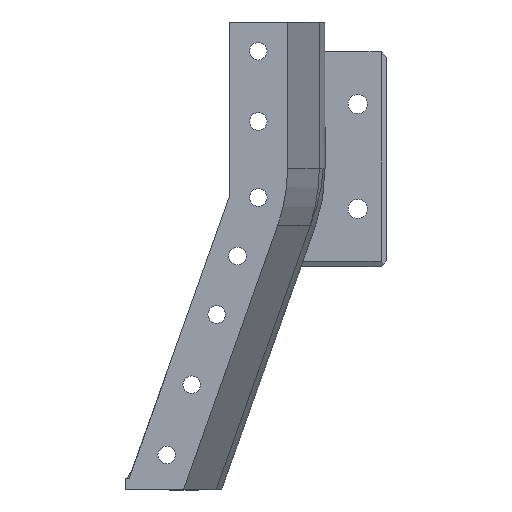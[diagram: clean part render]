
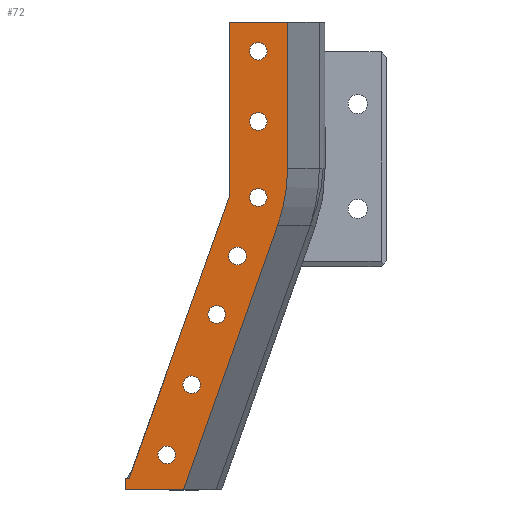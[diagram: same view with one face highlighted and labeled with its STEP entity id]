
A CAD part, left-side view. The second image highlights one B-rep face of the part: STEP entity #72.
In plain terms, the highlighted planar face has unit normal (-1, 0, 0).
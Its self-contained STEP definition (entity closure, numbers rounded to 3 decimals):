
#72=ADVANCED_FACE('',(#402,#404,#406,#408,#410,#412,#414,#416),#418,.T.);
#402=FACE_BOUND('',#403,.T.);
#403=EDGE_LOOP('',(#1644,#1645,#1646,#1647,#1648,#1649,#1650,#1651,#1652));
#404=FACE_BOUND('',#405,.T.);
#405=EDGE_LOOP('',(#1653));
#406=FACE_BOUND('',#407,.T.);
#407=EDGE_LOOP('',(#1654));
#408=FACE_BOUND('',#409,.T.);
#409=EDGE_LOOP('',(#1655));
#410=FACE_BOUND('',#411,.T.);
#411=EDGE_LOOP('',(#1656));
#412=FACE_BOUND('',#413,.T.);
#413=EDGE_LOOP('',(#1657));
#414=FACE_BOUND('',#415,.T.);
#415=EDGE_LOOP('',(#1658));
#416=FACE_BOUND('',#417,.T.);
#417=EDGE_LOOP('',(#1659));
#418=PLANE('',#419);
#419=AXIS2_PLACEMENT_3D('',#420,#421,#422);
#420=CARTESIAN_POINT('',(-100.,-37.779,50.));
#421=DIRECTION('',(-1.,0.,0.));
#422=DIRECTION('',(0.,1.,0.));
#1644=ORIENTED_EDGE('',*,*,#2265,.F.);
#1645=ORIENTED_EDGE('',*,*,#2266,.F.);
#1646=ORIENTED_EDGE('',*,*,#2202,.T.);
#1647=ORIENTED_EDGE('',*,*,#2264,.T.);
#1648=ORIENTED_EDGE('',*,*,#2267,.T.);
#1649=ORIENTED_EDGE('',*,*,#2268,.T.);
#1650=ORIENTED_EDGE('',*,*,#2269,.T.);
#1651=ORIENTED_EDGE('',*,*,#2270,.T.);
#1652=ORIENTED_EDGE('',*,*,#2271,.F.);
#1653=ORIENTED_EDGE('',*,*,#2272,.T.);
#1654=ORIENTED_EDGE('',*,*,#2273,.T.);
#1655=ORIENTED_EDGE('',*,*,#2274,.T.);
#1656=ORIENTED_EDGE('',*,*,#2275,.T.);
#1657=ORIENTED_EDGE('',*,*,#2276,.T.);
#1658=ORIENTED_EDGE('',*,*,#2277,.T.);
#1659=ORIENTED_EDGE('',*,*,#2278,.T.);
#2202=EDGE_CURVE('',#2549,#2547,#2550,.T.);
#2264=EDGE_CURVE('',#2547,#2662,#2664,.T.);
#2265=EDGE_CURVE('',#2665,#2666,#2667,.F.);
#2266=EDGE_CURVE('',#2549,#2665,#2668,.T.);
#2267=EDGE_CURVE('',#2662,#2669,#2670,.T.);
#2268=EDGE_CURVE('',#2669,#2671,#2672,.T.);
#2269=EDGE_CURVE('',#2671,#2673,#2674,.T.);
#2270=EDGE_CURVE('',#2673,#2675,#2676,.T.);
#2271=EDGE_CURVE('',#2666,#2675,#2677,.T.);
#2272=EDGE_CURVE('',#2678,#2678,#2679,.F.);
#2273=EDGE_CURVE('',#2680,#2680,#2681,.F.);
#2274=EDGE_CURVE('',#2682,#2682,#2683,.F.);
#2275=EDGE_CURVE('',#2684,#2684,#2685,.F.);
#2276=EDGE_CURVE('',#2686,#2686,#2687,.F.);
#2277=EDGE_CURVE('',#2688,#2688,#2689,.F.);
#2278=EDGE_CURVE('',#2690,#2690,#2691,.F.);
#2547=VERTEX_POINT('',#3154);
#2549=VERTEX_POINT('',#3158);
#2550=LINE('',#3159,#3160);
#2662=VERTEX_POINT('',#3421);
#2664=LINE('',#3425,#3426);
#2665=VERTEX_POINT('',#3428);
#2666=VERTEX_POINT('',#3429);
#2667=(BOUNDED_CURVE()B_SPLINE_CURVE(3,
(#3430,#3431,#3432,#3433),
.UNSPECIFIED.,.F.,.F.)B_SPLINE_CURVE_WITH_KNOTS((4,4),
(0.,1.),
.UNSPECIFIED.)CURVE()GEOMETRIC_REPRESENTATION_ITEM()RATIONAL_B_SPLINE_CURVE((1.,
0.991,0.991,1.))REPRESENTATION_ITEM(''));
#2668=LINE('',#3434,#3435);
#2669=VERTEX_POINT('',#3437);
#2670=LINE('',#3438,#3439);
#2671=VERTEX_POINT('',#3441);
#2672=LINE('',#3442,#3443);
#2673=VERTEX_POINT('',#3445);
#2674=LINE('',#3446,#3447);
#2675=VERTEX_POINT('',#3449);
#2676=LINE('',#3450,#3451);
#2677=LINE('',#3453,#3454);
#2678=VERTEX_POINT('',#3456);
#2679=CIRCLE('',#3457,1.5);
#2680=VERTEX_POINT('',#3461);
#2681=CIRCLE('',#3462,1.5);
#2682=VERTEX_POINT('',#3466);
#2683=CIRCLE('',#3467,1.5);
#2684=VERTEX_POINT('',#3471);
#2685=CIRCLE('',#3472,1.5);
#2686=VERTEX_POINT('',#3476);
#2687=CIRCLE('',#3477,1.5);
#2688=VERTEX_POINT('',#3481);
#2689=CIRCLE('',#3482,1.5);
#2690=VERTEX_POINT('',#3486);
#2691=CIRCLE('',#3487,1.5);
#3154=CARTESIAN_POINT('',(-100.,-27.779,80.));
#3158=CARTESIAN_POINT('',(-100.,-37.779,80.));
#3159=CARTESIAN_POINT('',(-100.,-37.779,80.));
#3160=VECTOR('',#3161,1.);
#3161=DIRECTION('',(0.,1.,0.));
#3421=CARTESIAN_POINT('',(-100.,-27.779,50.));
#3425=CARTESIAN_POINT('',(-100.,-27.779,80.));
#3426=VECTOR('',#3427,1.);
#3427=DIRECTION('',(0.,0.,-1.));
#3428=CARTESIAN_POINT('',(-100.,-37.779,55.01));
#3429=CARTESIAN_POINT('',(-100.,-36.094,45.262));
#3430=CARTESIAN_POINT('',(-100.,-36.094,45.262));
#3431=CARTESIAN_POINT('',(-100.,-37.212,48.406));
#3432=CARTESIAN_POINT('',(-100.,-37.779,51.685));
#3433=CARTESIAN_POINT('',(-100.,-37.779,55.01));
#3434=CARTESIAN_POINT('',(-100.,-37.779,80.));
#3435=VECTOR('',#3436,1.);
#3436=DIRECTION('',(0.,0.,-1.));
#3437=CARTESIAN_POINT('',(-100.,-10.711,2.));
#3438=CARTESIAN_POINT('',(-100.,-27.779,50.));
#3439=VECTOR('',#3440,1.);
#3440=DIRECTION('',(0.,0.335,-0.942));
#3441=CARTESIAN_POINT('',(-100.,-10.,2.));
#3442=CARTESIAN_POINT('',(-100.,-10.711,2.));
#3443=VECTOR('',#3444,1.);
#3444=DIRECTION('',(0.,1.,0.));
#3445=CARTESIAN_POINT('',(-100.,-10.,0.));
#3446=CARTESIAN_POINT('',(-100.,-10.,2.));
#3447=VECTOR('',#3448,1.);
#3448=DIRECTION('',(0.,0.,-1.));
#3449=CARTESIAN_POINT('',(-100.,-20.,0.));
#3450=CARTESIAN_POINT('',(-100.,-10.,0.));
#3451=VECTOR('',#3452,1.);
#3452=DIRECTION('',(0.,-1.,0.));
#3453=CARTESIAN_POINT('',(-100.,-36.094,45.262));
#3454=VECTOR('',#3455,1.);
#3455=DIRECTION('',(0.,0.335,-0.942));
#3456=CARTESIAN_POINT('',(-100.,-34.279,75.));
#3457=AXIS2_PLACEMENT_3D('',#3458,#3459,#3460);
#3458=CARTESIAN_POINT('',(-100.,-32.779,75.));
#3459=DIRECTION('',(-1.,0.,0.));
#3460=DIRECTION('',(0.,-1.,0.));
#3461=CARTESIAN_POINT('',(-100.,-34.279,63.));
#3462=AXIS2_PLACEMENT_3D('',#3463,#3464,#3465);
#3463=CARTESIAN_POINT('',(-100.,-32.779,63.));
#3464=DIRECTION('',(-1.,0.,0.));
#3465=DIRECTION('',(0.,-1.,0.));
#3466=CARTESIAN_POINT('',(-100.,-30.723,40.));
#3467=AXIS2_PLACEMENT_3D('',#3468,#3469,#3470);
#3468=CARTESIAN_POINT('',(-100.,-29.223,40.));
#3469=DIRECTION('',(-1.,0.,0.));
#3470=DIRECTION('',(0.,-1.,0.));
#3471=CARTESIAN_POINT('',(-100.,-27.167,30.));
#3472=AXIS2_PLACEMENT_3D('',#3473,#3474,#3475);
#3473=CARTESIAN_POINT('',(-100.,-25.667,30.));
#3474=DIRECTION('',(-1.,0.,0.));
#3475=DIRECTION('',(0.,-1.,0.));
#3476=CARTESIAN_POINT('',(-100.,-22.9,18.));
#3477=AXIS2_PLACEMENT_3D('',#3478,#3479,#3480);
#3478=CARTESIAN_POINT('',(-100.,-21.4,18.));
#3479=DIRECTION('',(-1.,0.,0.));
#3480=DIRECTION('',(0.,-1.,0.));
#3481=CARTESIAN_POINT('',(-100.,-18.633,6.));
#3482=AXIS2_PLACEMENT_3D('',#3483,#3484,#3485);
#3483=CARTESIAN_POINT('',(-100.,-17.133,6.));
#3484=DIRECTION('',(-1.,0.,0.));
#3485=DIRECTION('',(0.,-1.,0.));
#3486=CARTESIAN_POINT('',(-100.,-34.279,50.));
#3487=AXIS2_PLACEMENT_3D('',#3488,#3489,#3490);
#3488=CARTESIAN_POINT('',(-100.,-32.779,50.));
#3489=DIRECTION('',(-1.,0.,0.));
#3490=DIRECTION('',(0.,-1.,0.));
